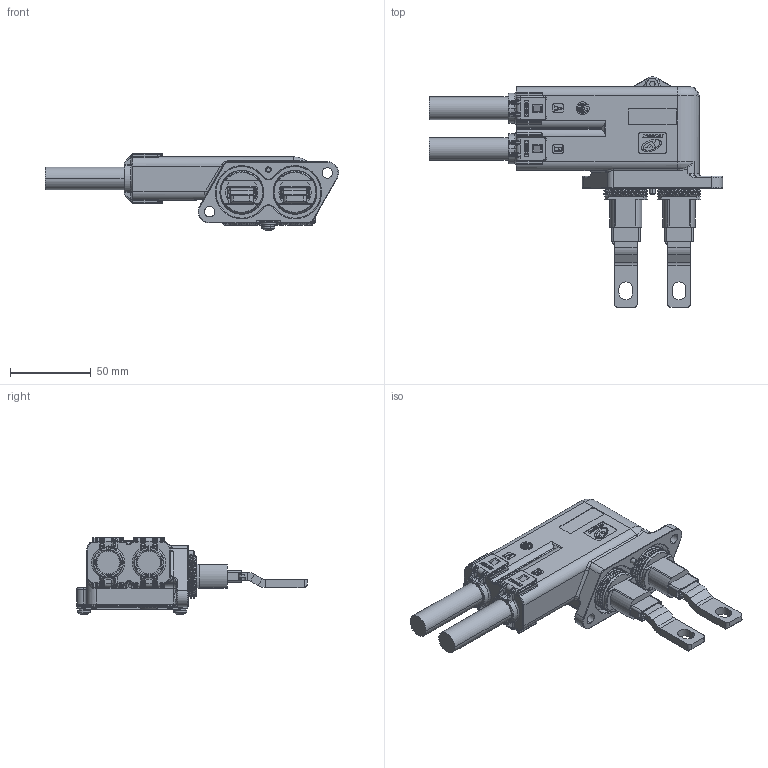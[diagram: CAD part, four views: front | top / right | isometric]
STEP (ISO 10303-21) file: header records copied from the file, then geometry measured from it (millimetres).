
FILE_DESCRIPTION (( 'STEP AP203' ), '1' );
FILE_NAME ('YG196-00-459-00B（客用）.STEP', '2024-05-08T06:32:57', ( '' ), ( '' ), 'SwSTEP 2.0', 'SolidWorks 2018', '' );
FILE_SCHEMA (( 'CONFIG_CONTROL_DESIGN' ));
Length unit declared in the file: millimetre
Products named in the file (1): YG196-00-459-00B（客用）
Bounding box: 181.75 x 142.95 x 47.61 mm (x, y, z)
Volume: 266412.1 mm3; surface area: 55372.7 mm2
Topology: 6 solids, 24 shells, 4477 faces, 11565 edges, 7171 vertices
Faces by surface type: plane 1923, bspline 966, cylinder 932, torus 375, cone 168, sphere 113
Entity records: 187012 total; most frequent: CARTESIAN_POINT 85290, ORIENTED_EDGE 22818, DIRECTION 18485, EDGE_CURVE 11409, VERTEX_POINT 7171, LINE 6395, VECTOR 6395, AXIS2_PLACEMENT_3D 6045
